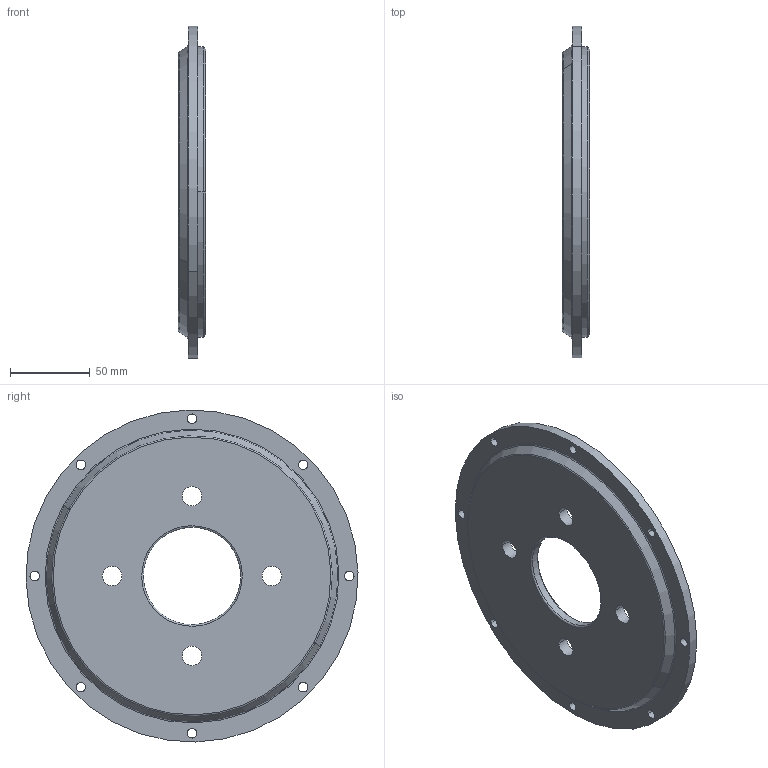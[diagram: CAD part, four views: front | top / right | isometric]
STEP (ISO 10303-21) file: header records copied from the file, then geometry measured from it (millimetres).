
FILE_DESCRIPTION(('CATIA V5 STEP Exchange'),'2;1');
FILE_NAME('bol frein gtt2.stp','2022-10-04T12:10:11+00:00',('none'),('none'),'CATIA Version 5 Release 19 SP 2 (IN-10)','CATIA V5 STEP AP203','none');
FILE_SCHEMA(('CONFIG_CONTROL_DESIGN'));
Length unit declared in the file: millimetre
Products named in the file (1): Part2
Bounding box: 17 x 207.94 x 207.94 mm (x, y, z)
Volume: 224260 mm3; surface area: 75506.4 mm2
Topology: 1 solids, 1 shells, 53 faces, 130 edges, 82 vertices
Faces by surface type: cylinder 32, torus 8, cone 8, plane 5
Entity records: 1516 total; most frequent: ORIENTED_EDGE 260, CARTESIAN_POINT 248, DIRECTION 200, EDGE_CURVE 130, AXIS2_PLACEMENT_3D 126, CIRCLE 90, EDGE_LOOP 82, VERTEX_POINT 82
